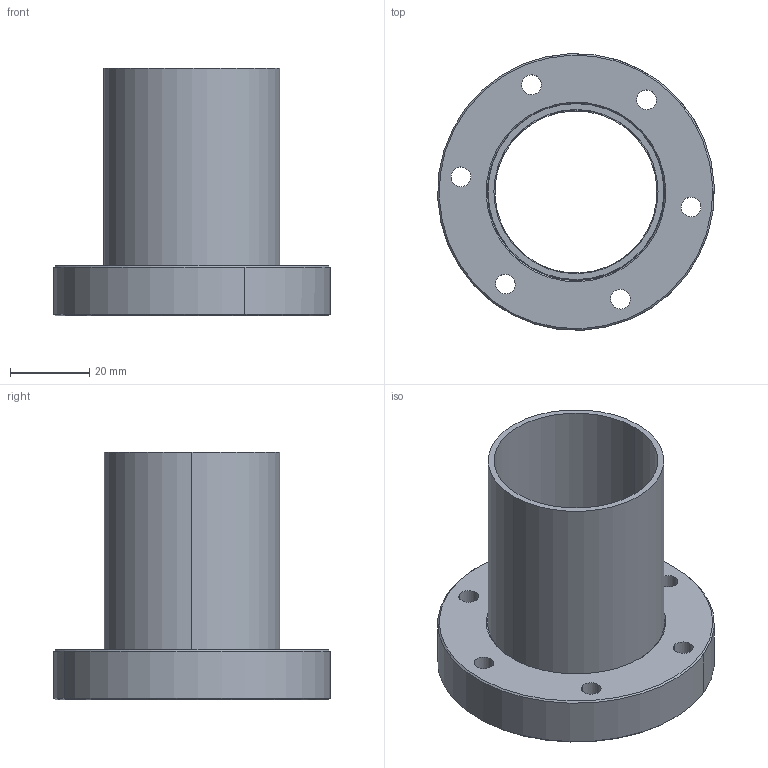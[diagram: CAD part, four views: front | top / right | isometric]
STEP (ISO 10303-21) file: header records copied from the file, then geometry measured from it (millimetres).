
FILE_DESCRIPTION (( 'STEP AP214' ), '1' );
FILE_NAME ('Hositrad_FO35-45T-HalfNipple.STEP', '2017-05-08T09:54:29', ( 'Gebruiker' ), ( '' ), 'SwSTEP 2.0', 'SolidWorks 2017', '' );
FILE_SCHEMA (( 'AUTOMOTIVE_DESIGN' ));
Length unit declared in the file: millimetre
Products named in the file (3): CF35-45T; FO-tubes-all_FO35-45; Hositrad_FO35-45T-HalfNipple
Assembly tree (2 placements, depth 2):
  Hositrad_FO35-45T-HalfNipple
    FO-tubes-all_FO35-45
    CF35-45T
Bounding box: 69.95 x 69.93 x 62.7 mm (x, y, z)
Volume: 39658.3 mm3; surface area: 26527.6 mm2
Topology: 2 solids, 2 shells, 45 faces, 109 edges, 68 vertices
Faces by surface type: cylinder 24, cone 13, plane 8
Entity records: 1610 total; most frequent: DIRECTION 270, CARTESIAN_POINT 233, ORIENTED_EDGE 218, AXIS2_PLACEMENT_3D 113, EDGE_CURVE 109, VERTEX_POINT 68, CIRCLE 63, EDGE_LOOP 61
